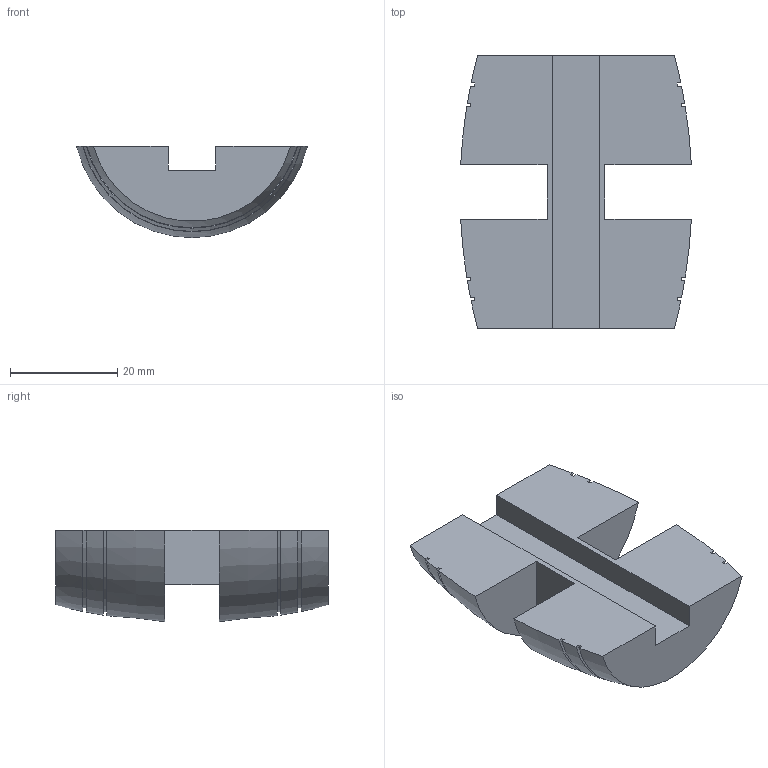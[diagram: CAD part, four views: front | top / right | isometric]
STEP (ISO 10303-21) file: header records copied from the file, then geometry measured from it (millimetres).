
FILE_DESCRIPTION(/* description */ (''),/* implementation_level */ '2;1');
FILE_NAME(/* name */ 'Barrel2.stp',/* time_stamp */ '2019-07-15T20:24:55-04:00',/* author */ ('Mark'),/* organization */ (''),/* preprocessor_version */ 'ST-DEVELOPER v16.1',/* originating_system */ 'Autodesk Inventor 2016',/* authorisation */ '');
FILE_SCHEMA (('AUTOMOTIVE_DESIGN { 1 0 10303 214 3 1 1 }'));
Length unit declared in the file: inch
Products named in the file (1): Barrel2
Bounding box: 43 x 50.8 x 17.01 mm (x, y, z)
Volume: 18441.8 mm3; surface area: 6639.4 mm2
Topology: 1 solids, 1 shells, 30 faces, 84 edges, 56 vertices
Faces by surface type: plane 20, bspline 6, cylinder 2, cone 2
Entity records: 1082 total; most frequent: CARTESIAN_POINT 307, ORIENTED_EDGE 168, DIRECTION 142, EDGE_CURVE 84, VERTEX_POINT 56, LINE 52, VECTOR 52, AXIS2_PLACEMENT_3D 45
